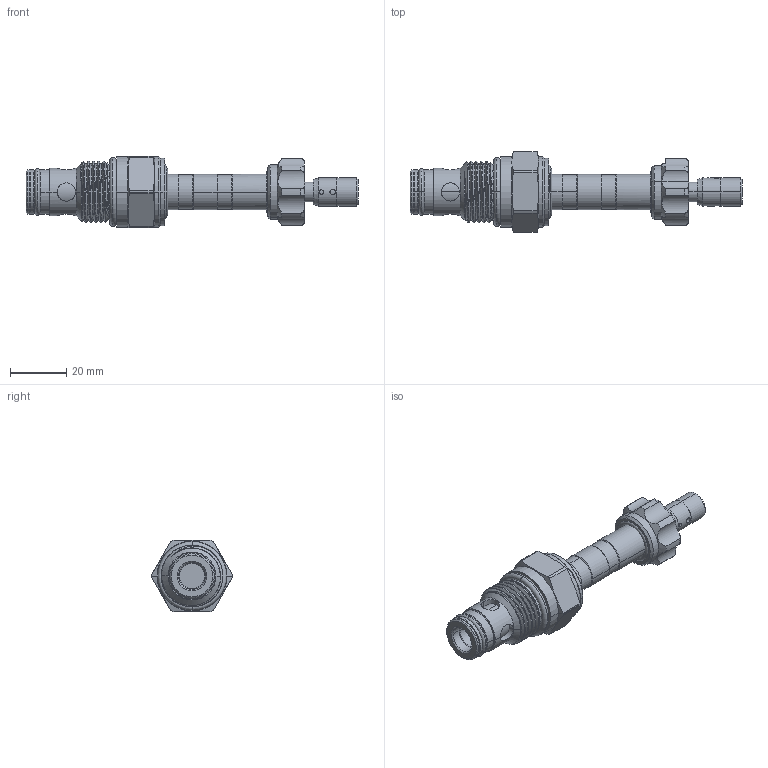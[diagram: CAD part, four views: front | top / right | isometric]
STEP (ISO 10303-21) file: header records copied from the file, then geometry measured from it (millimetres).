
FILE_DESCRIPTION (( 'STEP AP203' ), '1' );
FILE_NAME ('EP10W2A02T05.STEP', '2016-08-19T07:55:26', ( '' ), ( '' ), 'SwSTEP 2.0', 'SolidWorks 2012', '' );
FILE_SCHEMA (( 'CONFIG_CONTROL_DESIGN' ));
Length unit declared in the file: millimetre
Products named in the file (1): EP10W2A02T05
Bounding box: 118.3 x 28.8 x 25.4 mm (x, y, z)
Volume: 27142.7 mm3; surface area: 10859.7 mm2
Topology: 4 solids, 5 shells, 292 faces, 688 edges, 426 vertices
Faces by surface type: cylinder 139, plane 53, cone 50, torus 38, bspline 12
Entity records: 18656 total; most frequent: CARTESIAN_POINT 12014, DIRECTION 1400, ORIENTED_EDGE 1376, EDGE_CURVE 688, AXIS2_PLACEMENT_3D 591, VERTEX_POINT 426, EDGE_LOOP 322, CIRCLE 310
